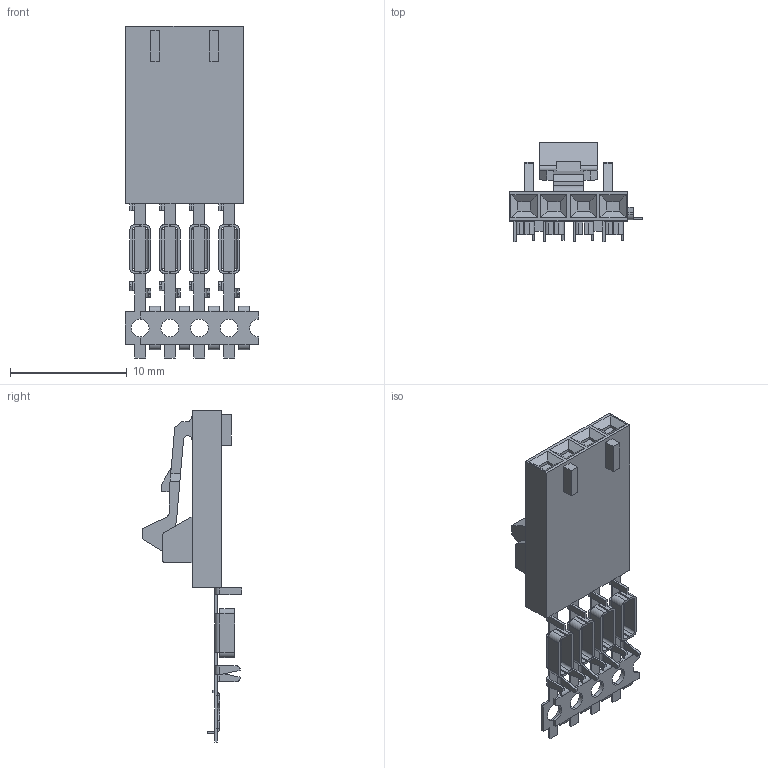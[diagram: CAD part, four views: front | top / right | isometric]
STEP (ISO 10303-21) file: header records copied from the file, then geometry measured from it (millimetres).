
FILE_DESCRIPTION((''),'2;1');
FILE_NAME('C-0103961-53-3','2007-09-05T',('workeradm'),('Tyco Electronics Corporation'),'PRO/ENGINEER BY PARAMETRIC TECHNOLOGY CORPORATION, 2005450','PRO/ENGINEER BY PARAMETRIC TECHNOLOGY CORPORATION, 2005450','');
FILE_SCHEMA(('CONFIG_CONTROL_DESIGN', 'GEOMETRIC_VALIDATION_PROPERTIES_MIM'));
Length unit declared in the file: millimetre
Products named in the file (1): C-0103961-53-3
Bounding box: 11.43 x 8.48 x 28.45 mm (x, y, z)
Volume: 365.8 mm3; surface area: 1272.2 mm2
Topology: 1 solids, 1 shells, 498 faces, 1300 edges, 806 vertices
Faces by surface type: plane 386, cylinder 112
Entity records: 15097 total; most frequent: CARTESIAN_POINT 2633, ORIENTED_EDGE 2600, DIRECTION 2516, EDGE_CURVE 1300, VECTOR 1048, LINE 1048, VERTEX_POINT 806, AXIS2_PLACEMENT_3D 734
